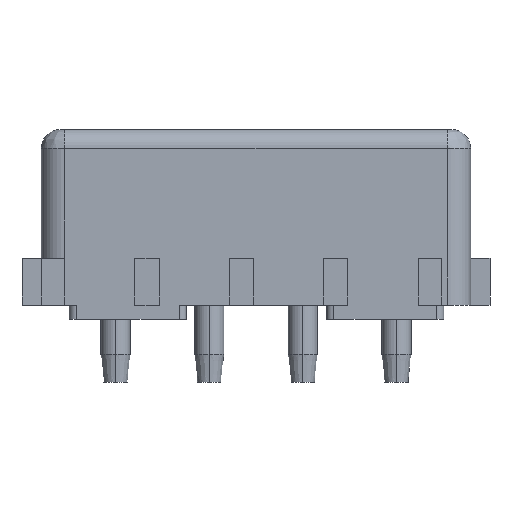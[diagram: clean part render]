
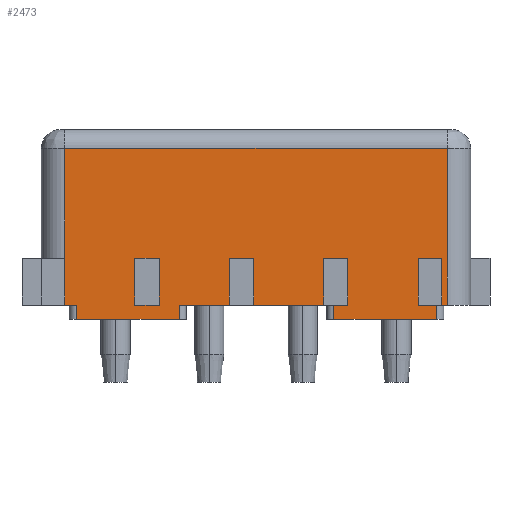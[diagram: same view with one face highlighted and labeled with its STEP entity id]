
A CAD part, front view. The second image highlights one B-rep face of the part: STEP entity #2473.
In plain terms, the highlighted planar face has unit normal (0, -1, 0).
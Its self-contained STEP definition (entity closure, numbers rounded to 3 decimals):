
#362=DIRECTION('',(1.,0.,0.));
#363=VECTOR('',#362,1.314);
#364=CARTESIAN_POINT('',(-6.572,-4.128,-9.525));
#365=LINE('',#364,#363);
#366=DIRECTION('',(0.,0.,1.));
#367=VECTOR('',#366,2.54);
#368=CARTESIAN_POINT('',(-5.258,-4.128,-9.525));
#369=LINE('',#368,#367);
#370=DIRECTION('',(1.,0.,0.));
#371=VECTOR('',#370,1.314);
#372=CARTESIAN_POINT('',(-6.572,-4.128,-6.985));
#373=LINE('',#372,#371);
#374=DIRECTION('',(0.,0.,1.));
#375=VECTOR('',#374,2.54);
#376=CARTESIAN_POINT('',(-6.572,-4.128,-9.525));
#377=LINE('',#376,#375);
#378=DIRECTION('',(0.,0.,1.));
#379=VECTOR('',#378,2.54);
#380=CARTESIAN_POINT('',(10.071,-4.128,-9.525));
#381=LINE('',#380,#379);
#382=DIRECTION('',(1.,0.,0.));
#383=VECTOR('',#382,1.27);
#384=CARTESIAN_POINT('',(8.801,-4.128,-6.985));
#385=LINE('',#384,#383);
#386=DIRECTION('',(0.,0.,1.));
#387=VECTOR('',#386,2.54);
#388=CARTESIAN_POINT('',(8.801,-4.128,-9.525));
#389=LINE('',#388,#387);
#390=DIRECTION('',(1.,0.,0.));
#391=VECTOR('',#390,1.01);
#392=CARTESIAN_POINT('',(8.801,-4.128,-9.525));
#393=LINE('',#392,#391);
#394=DIRECTION('',(0.,0.,1.));
#395=VECTOR('',#394,0.762);
#396=CARTESIAN_POINT('',(4.223,-4.128,-10.287));
#397=LINE('',#396,#395);
#398=DIRECTION('',(1.,0.,0.));
#399=VECTOR('',#398,0.768);
#400=CARTESIAN_POINT('',(4.223,-4.128,-9.525));
#401=LINE('',#400,#399);
#402=DIRECTION('',(0.,0.,1.));
#403=VECTOR('',#402,2.54);
#404=CARTESIAN_POINT('',(4.991,-4.128,-9.525));
#405=LINE('',#404,#403);
#406=DIRECTION('',(1.,0.,0.));
#407=VECTOR('',#406,1.314);
#408=CARTESIAN_POINT('',(3.677,-4.128,-6.985));
#409=LINE('',#408,#407);
#410=DIRECTION('',(0.,0.,1.));
#411=VECTOR('',#410,2.54);
#412=CARTESIAN_POINT('',(3.677,-4.128,-9.525));
#413=LINE('',#412,#411);
#414=DIRECTION('',(0.,0.,1.));
#415=VECTOR('',#414,2.54);
#416=CARTESIAN_POINT('',(-0.133,-4.128,-9.525));
#417=LINE('',#416,#415);
#418=DIRECTION('',(1.,0.,0.));
#419=VECTOR('',#418,1.314);
#420=CARTESIAN_POINT('',(-1.448,-4.128,-6.985));
#421=LINE('',#420,#419);
#422=DIRECTION('',(0.,0.,1.));
#423=VECTOR('',#422,2.54);
#424=CARTESIAN_POINT('',(-1.448,-4.128,-9.525));
#425=LINE('',#424,#423);
#426=DIRECTION('',(0.,0.,1.));
#427=VECTOR('',#426,0.762);
#428=CARTESIAN_POINT('',(-9.747,-4.128,-10.287));
#429=LINE('',#428,#427);
#430=DIRECTION('',(0.,0.,1.));
#431=VECTOR('',#430,2.54);
#432=CARTESIAN_POINT('',(-10.382,-4.128,-9.525));
#433=LINE('',#432,#431);
#434=DIRECTION('',(0.,0.,1.));
#435=VECTOR('',#434,5.969);
#436=CARTESIAN_POINT('',(-10.382,-4.128,-6.985));
#437=LINE('',#436,#435);
#438=DIRECTION('',(1.,0.,0.));
#439=VECTOR('',#438,20.765);
#440=CARTESIAN_POINT('',(-10.382,-4.127,-1.016));
#441=LINE('',#440,#439);
#471=DIRECTION('',(-1.,0.,0.));
#472=VECTOR('',#471,0.311);
#473=CARTESIAN_POINT('',(10.382,-4.128,-9.525));
#474=LINE('',#473,#472);
#574=DIRECTION('',(-1.,0.,0.));
#575=VECTOR('',#574,0.635);
#576=CARTESIAN_POINT('',(-9.747,-4.128,-9.525));
#577=LINE('',#576,#575);
#592=DIRECTION('',(-1.,0.,0.));
#593=VECTOR('',#592,2.711);
#594=CARTESIAN_POINT('',(-1.448,-4.128,-9.525));
#595=LINE('',#594,#593);
#608=DIRECTION('',(-1.,0.,0.));
#609=VECTOR('',#608,3.81);
#610=CARTESIAN_POINT('',(3.677,-4.128,-9.525));
#611=LINE('',#610,#609);
#839=DIRECTION('',(0.,0.,1.));
#840=VECTOR('',#839,8.509);
#841=CARTESIAN_POINT('',(10.382,-4.128,-9.525));
#842=LINE('',#841,#840);
#899=DIRECTION('',(0.,0.,1.));
#900=VECTOR('',#899,0.762);
#901=CARTESIAN_POINT('',(9.811,-4.128,-10.287));
#902=LINE('',#901,#900);
#947=DIRECTION('',(-1.,0.,0.));
#948=VECTOR('',#947,5.588);
#949=CARTESIAN_POINT('',(-4.159,-4.128,-10.287));
#950=LINE('',#949,#948);
#965=DIRECTION('',(-1.,0.,0.));
#966=VECTOR('',#965,5.588);
#967=CARTESIAN_POINT('',(9.811,-4.128,-10.287));
#968=LINE('',#967,#966);
#1007=DIRECTION('',(0.,0.,1.));
#1008=VECTOR('',#1007,0.762);
#1009=CARTESIAN_POINT('',(-4.159,-4.128,-10.287));
#1010=LINE('',#1009,#1008);
#1459=CARTESIAN_POINT('',(10.382,-4.128,-9.525));
#1461=VERTEX_POINT('',#1459);
#1490=CARTESIAN_POINT('',(-4.159,-4.128,-10.287));
#1491=CARTESIAN_POINT('',(-9.747,-4.128,-10.287));
#1492=VERTEX_POINT('',#1490);
#1493=VERTEX_POINT('',#1491);
#1498=CARTESIAN_POINT('',(9.811,-4.128,-10.287));
#1499=CARTESIAN_POINT('',(4.223,-4.128,-10.287));
#1500=VERTEX_POINT('',#1498);
#1501=VERTEX_POINT('',#1499);
#1514=CARTESIAN_POINT('',(-9.747,-4.128,-9.525));
#1515=VERTEX_POINT('',#1514);
#1516=CARTESIAN_POINT('',(-4.159,-4.128,-9.525));
#1517=VERTEX_POINT('',#1516);
#1638=CARTESIAN_POINT('',(10.382,-4.127,-1.016));
#1639=VERTEX_POINT('',#1638);
#1666=CARTESIAN_POINT('',(-10.382,-4.128,-1.016));
#1668=VERTEX_POINT('',#1666);
#1773=CARTESIAN_POINT('',(-10.382,-4.128,-6.985));
#1775=VERTEX_POINT('',#1773);
#1776=CARTESIAN_POINT('',(-10.382,-4.128,-9.525));
#1777=VERTEX_POINT('',#1776);
#1778=CARTESIAN_POINT('',(-6.572,-4.128,-9.525));
#1779=CARTESIAN_POINT('',(-5.258,-4.128,-9.525));
#1780=VERTEX_POINT('',#1778);
#1781=VERTEX_POINT('',#1779);
#1782=CARTESIAN_POINT('',(4.223,-4.128,-9.525));
#1783=CARTESIAN_POINT('',(4.991,-4.128,-9.525));
#1784=VERTEX_POINT('',#1782);
#1785=VERTEX_POINT('',#1783);
#1786=CARTESIAN_POINT('',(8.801,-4.128,-9.525));
#1787=CARTESIAN_POINT('',(9.811,-4.128,-9.525));
#1788=VERTEX_POINT('',#1786);
#1789=VERTEX_POINT('',#1787);
#1790=CARTESIAN_POINT('',(-6.572,-4.128,-6.985));
#1791=CARTESIAN_POINT('',(-5.258,-4.128,-6.985));
#1792=VERTEX_POINT('',#1790);
#1793=VERTEX_POINT('',#1791);
#1794=CARTESIAN_POINT('',(-1.448,-4.128,-6.985));
#1795=CARTESIAN_POINT('',(-0.133,-4.128,-6.985));
#1796=VERTEX_POINT('',#1794);
#1797=VERTEX_POINT('',#1795);
#1798=CARTESIAN_POINT('',(3.677,-4.128,-6.985));
#1799=CARTESIAN_POINT('',(4.991,-4.128,-6.985));
#1800=VERTEX_POINT('',#1798);
#1801=VERTEX_POINT('',#1799);
#1802=CARTESIAN_POINT('',(8.801,-4.128,-6.985));
#1803=CARTESIAN_POINT('',(10.071,-4.128,-6.985));
#1804=VERTEX_POINT('',#1802);
#1805=VERTEX_POINT('',#1803);
#1806=CARTESIAN_POINT('',(-1.448,-4.128,-9.525));
#1807=VERTEX_POINT('',#1806);
#1808=CARTESIAN_POINT('',(-0.133,-4.128,-9.525));
#1809=VERTEX_POINT('',#1808);
#1810=CARTESIAN_POINT('',(3.677,-4.128,-9.525));
#1811=VERTEX_POINT('',#1810);
#1812=CARTESIAN_POINT('',(10.071,-4.128,-9.525));
#1813=VERTEX_POINT('',#1812);
#2407=CARTESIAN_POINT('',(-10.382,-4.128,0.));
#2408=DIRECTION('',(0.,-1.,0.));
#2409=DIRECTION('',(1.,0.,0.));
#2410=AXIS2_PLACEMENT_3D('',#2407,#2408,#2409);
#2411=PLANE('',#2410);
#2413=ORIENTED_EDGE('',*,*,#2412,.F.);
#2415=ORIENTED_EDGE('',*,*,#2414,.T.);
#2417=ORIENTED_EDGE('',*,*,#2416,.T.);
#2419=ORIENTED_EDGE('',*,*,#2418,.F.);
#2421=ORIENTED_EDGE('',*,*,#2420,.F.);
#2423=ORIENTED_EDGE('',*,*,#2422,.T.);
#2425=ORIENTED_EDGE('',*,*,#2424,.F.);
#2427=ORIENTED_EDGE('',*,*,#2426,.T.);
#2429=ORIENTED_EDGE('',*,*,#2428,.T.);
#2431=ORIENTED_EDGE('',*,*,#2430,.T.);
#2433=ORIENTED_EDGE('',*,*,#2432,.T.);
#2435=ORIENTED_EDGE('',*,*,#2434,.F.);
#2437=ORIENTED_EDGE('',*,*,#2436,.F.);
#2439=ORIENTED_EDGE('',*,*,#2438,.T.);
#2441=ORIENTED_EDGE('',*,*,#2440,.T.);
#2443=ORIENTED_EDGE('',*,*,#2442,.F.);
#2445=ORIENTED_EDGE('',*,*,#2444,.F.);
#2447=ORIENTED_EDGE('',*,*,#2446,.T.);
#2449=ORIENTED_EDGE('',*,*,#2448,.F.);
#2451=ORIENTED_EDGE('',*,*,#2450,.T.);
#2453=ORIENTED_EDGE('',*,*,#2452,.T.);
#2455=ORIENTED_EDGE('',*,*,#2454,.T.);
#2457=ORIENTED_EDGE('',*,*,#2456,.T.);
#2459=ORIENTED_EDGE('',*,*,#2458,.T.);
#2460=ORIENTED_EDGE('',*,*,#2401,.T.);
#2461=EDGE_LOOP('',(#2413,#2415,#2417,#2419,#2421,#2423,#2425,#2427,#2429,#2431,
#2433,#2435,#2437,#2439,#2441,#2443,#2445,#2447,#2449,#2451,#2453,#2455,#2457,
#2459,#2460));
#2462=FACE_OUTER_BOUND('',#2461,.F.);
#2464=ORIENTED_EDGE('',*,*,#2463,.T.);
#2466=ORIENTED_EDGE('',*,*,#2465,.T.);
#2468=ORIENTED_EDGE('',*,*,#2467,.F.);
#2470=ORIENTED_EDGE('',*,*,#2469,.F.);
#2471=EDGE_LOOP('',(#2464,#2466,#2468,#2470));
#2472=FACE_BOUND('',#2471,.F.);
#2401=EDGE_CURVE('',#1668,#1639,#441,.T.);
#2412=EDGE_CURVE('',#1461,#1639,#842,.T.);
#2414=EDGE_CURVE('',#1461,#1813,#474,.T.);
#2416=EDGE_CURVE('',#1813,#1805,#381,.T.);
#2418=EDGE_CURVE('',#1804,#1805,#385,.T.);
#2420=EDGE_CURVE('',#1788,#1804,#389,.T.);
#2422=EDGE_CURVE('',#1788,#1789,#393,.T.);
#2424=EDGE_CURVE('',#1500,#1789,#902,.T.);
#2426=EDGE_CURVE('',#1500,#1501,#968,.T.);
#2428=EDGE_CURVE('',#1501,#1784,#397,.T.);
#2430=EDGE_CURVE('',#1784,#1785,#401,.T.);
#2432=EDGE_CURVE('',#1785,#1801,#405,.T.);
#2434=EDGE_CURVE('',#1800,#1801,#409,.T.);
#2436=EDGE_CURVE('',#1811,#1800,#413,.T.);
#2438=EDGE_CURVE('',#1811,#1809,#611,.T.);
#2440=EDGE_CURVE('',#1809,#1797,#417,.T.);
#2442=EDGE_CURVE('',#1796,#1797,#421,.T.);
#2444=EDGE_CURVE('',#1807,#1796,#425,.T.);
#2446=EDGE_CURVE('',#1807,#1517,#595,.T.);
#2448=EDGE_CURVE('',#1492,#1517,#1010,.T.);
#2450=EDGE_CURVE('',#1492,#1493,#950,.T.);
#2452=EDGE_CURVE('',#1493,#1515,#429,.T.);
#2454=EDGE_CURVE('',#1515,#1777,#577,.T.);
#2456=EDGE_CURVE('',#1777,#1775,#433,.T.);
#2458=EDGE_CURVE('',#1775,#1668,#437,.T.);
#2463=EDGE_CURVE('',#1780,#1781,#365,.T.);
#2465=EDGE_CURVE('',#1781,#1793,#369,.T.);
#2467=EDGE_CURVE('',#1792,#1793,#373,.T.);
#2469=EDGE_CURVE('',#1780,#1792,#377,.T.);
#2473=ADVANCED_FACE('',(#2462,#2472),#2411,.T.);
